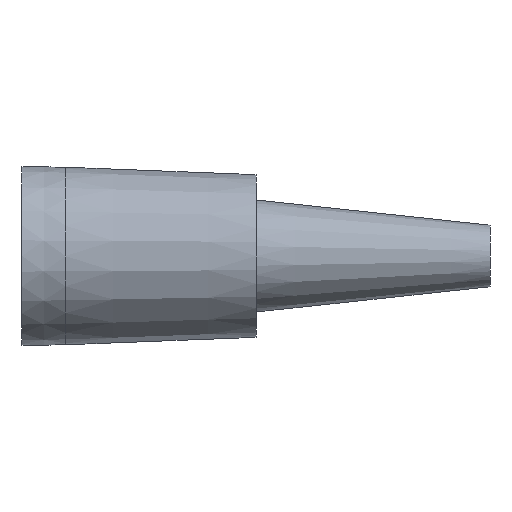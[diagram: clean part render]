
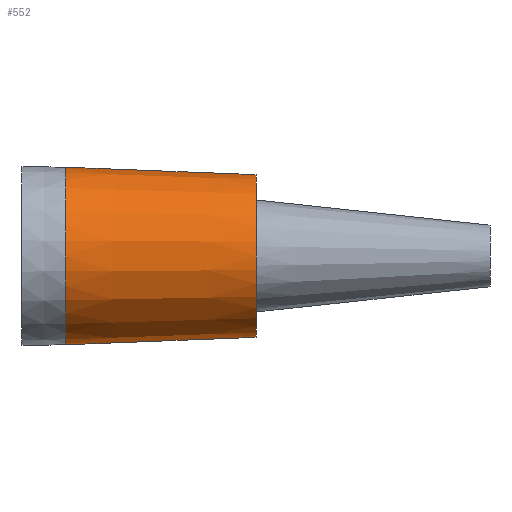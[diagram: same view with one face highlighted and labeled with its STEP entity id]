
A CAD part, front view. The second image highlights one B-rep face of the part: STEP entity #552.
In plain terms, the highlighted conical face has half-angle 2.225 degrees and reference radius 0.974 mm.
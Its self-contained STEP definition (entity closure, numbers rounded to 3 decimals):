
#469 = EDGE_CURVE('',#470,#470,#472,.T.);
#470 = VERTEX_POINT('',#471);
#471 = CARTESIAN_POINT('',(19.148,-5.923,
    -3.873));
#472 = SURFACE_CURVE('',#473,(#478,#490),.PCURVE_S1.);
#473 = CIRCLE('',#474,0.974);
#474 = AXIS2_PLACEMENT_3D('',#475,#476,#477);
#475 = CARTESIAN_POINT('',(19.148,-5.923,
    -2.9));
#476 = DIRECTION('',(1.,0.,0.));
#477 = DIRECTION('',(0.,0.,-1.));
#478 = PCURVE('',#479,#484);
#479 = CONICAL_SURFACE('',#480,0.982,0.017);
#480 = AXIS2_PLACEMENT_3D('',#481,#482,#483);
#481 = CARTESIAN_POINT('',(18.67,-5.923,
    -2.9));
#482 = DIRECTION('',(-1.,-0.,0.));
#483 = DIRECTION('',(0.,0.,-1.));
#484 = DEFINITIONAL_REPRESENTATION('',(#485),#489);
#485 = LINE('',#486,#487);
#486 = CARTESIAN_POINT('',(-0.,-0.478));
#487 = VECTOR('',#488,1.);
#488 = DIRECTION('',(-1.,-0.));
#489 = ( GEOMETRIC_REPRESENTATION_CONTEXT(2) 
PARAMETRIC_REPRESENTATION_CONTEXT() REPRESENTATION_CONTEXT('2D SPACE',''
  ) );
#490 = PCURVE('',#491,#496);
#491 = CONICAL_SURFACE('',#492,0.974,0.039);
#492 = AXIS2_PLACEMENT_3D('',#493,#494,#495);
#493 = CARTESIAN_POINT('',(19.148,-5.923,
    -2.9));
#494 = DIRECTION('',(-1.,-0.,0.));
#495 = DIRECTION('',(0.,0.,-1.));
#496 = DEFINITIONAL_REPRESENTATION('',(#497),#500);
#497 = B_SPLINE_CURVE_WITH_KNOTS('',1,(#498,#499),.UNSPECIFIED.,.F.,.F.,
  (2,2),(0.,6.283),.PIECEWISE_BEZIER_KNOTS.);
#498 = CARTESIAN_POINT('',(0.,0.));
#499 = CARTESIAN_POINT('',(-6.283,0.));
#500 = ( GEOMETRIC_REPRESENTATION_CONTEXT(2) 
PARAMETRIC_REPRESENTATION_CONTEXT() REPRESENTATION_CONTEXT('2D SPACE',''
  ) );
#552 = ADVANCED_FACE('',(#553),#491,.T.);
#553 = FACE_BOUND('',#554,.T.);
#554 = EDGE_LOOP('',(#555,#584,#605,#606));
#555 = ORIENTED_EDGE('',*,*,#556,.F.);
#556 = EDGE_CURVE('',#557,#557,#559,.T.);
#557 = VERTEX_POINT('',#558);
#558 = CARTESIAN_POINT('',(21.237,-5.923,
    -3.792));
#559 = SURFACE_CURVE('',#560,(#565,#572),.PCURVE_S1.);
#560 = CIRCLE('',#561,0.892);
#561 = AXIS2_PLACEMENT_3D('',#562,#563,#564);
#562 = CARTESIAN_POINT('',(21.237,-5.923,
    -2.9));
#563 = DIRECTION('',(1.,0.,0.));
#564 = DIRECTION('',(0.,0.,-1.));
#565 = PCURVE('',#491,#566);
#566 = DEFINITIONAL_REPRESENTATION('',(#567),#571);
#567 = LINE('',#568,#569);
#568 = CARTESIAN_POINT('',(-0.,-2.089));
#569 = VECTOR('',#570,1.);
#570 = DIRECTION('',(-1.,-0.));
#571 = ( GEOMETRIC_REPRESENTATION_CONTEXT(2) 
PARAMETRIC_REPRESENTATION_CONTEXT() REPRESENTATION_CONTEXT('2D SPACE',''
  ) );
#572 = PCURVE('',#573,#578);
#573 = PLANE('',#574);
#574 = AXIS2_PLACEMENT_3D('',#575,#576,#577);
#575 = CARTESIAN_POINT('',(21.237,-5.923,
    -2.9));
#576 = DIRECTION('',(1.,0.,0.));
#577 = DIRECTION('',(0.,0.,-1.));
#578 = DEFINITIONAL_REPRESENTATION('',(#579),#583);
#579 = CIRCLE('',#580,0.892);
#580 = AXIS2_PLACEMENT_2D('',#581,#582);
#581 = CARTESIAN_POINT('',(0.,0.));
#582 = DIRECTION('',(1.,0.));
#583 = ( GEOMETRIC_REPRESENTATION_CONTEXT(2) 
PARAMETRIC_REPRESENTATION_CONTEXT() REPRESENTATION_CONTEXT('2D SPACE',''
  ) );
#584 = ORIENTED_EDGE('',*,*,#585,.F.);
#585 = EDGE_CURVE('',#470,#557,#586,.T.);
#586 = SEAM_CURVE('',#587,(#591,#598),.PCURVE_S1.);
#587 = LINE('',#588,#589);
#588 = CARTESIAN_POINT('',(19.148,-5.923,
    -3.873));
#589 = VECTOR('',#590,1.);
#590 = DIRECTION('',(0.999,0.,
    0.039));
#591 = PCURVE('',#491,#592);
#592 = DEFINITIONAL_REPRESENTATION('',(#593),#597);
#593 = LINE('',#594,#595);
#594 = CARTESIAN_POINT('',(-6.283,0.));
#595 = VECTOR('',#596,1.);
#596 = DIRECTION('',(-0.,-1.));
#597 = ( GEOMETRIC_REPRESENTATION_CONTEXT(2) 
PARAMETRIC_REPRESENTATION_CONTEXT() REPRESENTATION_CONTEXT('2D SPACE',''
  ) );
#598 = PCURVE('',#491,#599);
#599 = DEFINITIONAL_REPRESENTATION('',(#600),#604);
#600 = LINE('',#601,#602);
#601 = CARTESIAN_POINT('',(0.,-0.));
#602 = VECTOR('',#603,1.);
#603 = DIRECTION('',(-0.,-1.));
#604 = ( GEOMETRIC_REPRESENTATION_CONTEXT(2) 
PARAMETRIC_REPRESENTATION_CONTEXT() REPRESENTATION_CONTEXT('2D SPACE',''
  ) );
#605 = ORIENTED_EDGE('',*,*,#469,.T.);
#606 = ORIENTED_EDGE('',*,*,#585,.T.);
